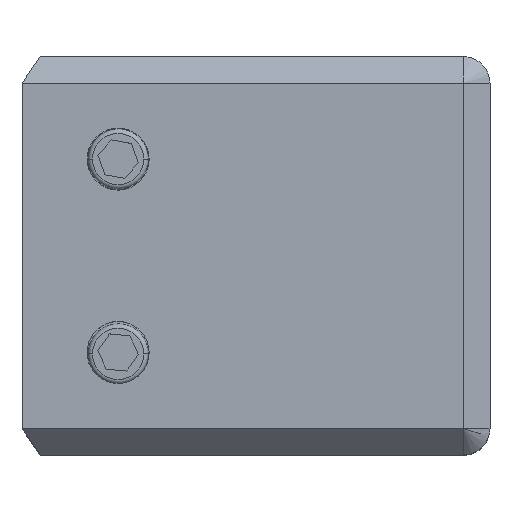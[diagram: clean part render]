
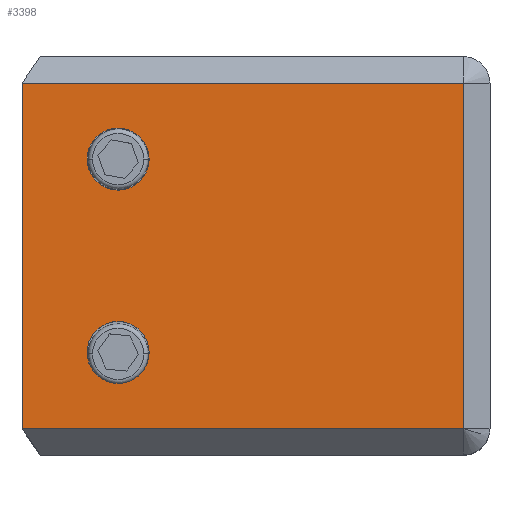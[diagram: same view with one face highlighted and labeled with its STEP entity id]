
A CAD part, top view. The second image highlights one B-rep face of the part: STEP entity #3398.
In plain terms, the highlighted planar face has unit normal (0, 0, 1).
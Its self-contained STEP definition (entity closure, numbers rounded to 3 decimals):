
#35 = EDGE_CURVE ( 'NONE', #3196, #2528, #3362, .T. ) ;
#134 = ORIENTED_EDGE ( 'NONE', *, *, #2483, .T. ) ;
#175 = LINE ( 'NONE', #772, #2263 ) ;
#181 = VERTEX_POINT ( 'NONE', #3508 ) ;
#216 = AXIS2_PLACEMENT_3D ( 'NONE', #1659, #2236, #2787 ) ;
#225 = LINE ( 'NONE', #1005, #2993 ) ;
#289 = EDGE_CURVE ( 'NONE', #1457, #1447, #3103, .T. ) ;
#335 = ORIENTED_EDGE ( 'NONE', *, *, #3318, .T. ) ;
#526 = CARTESIAN_POINT ( 'NONE',  ( -42., -10.919, 13.5 ) ) ;
#538 = PLANE ( 'NONE',  #216 ) ;
#574 = CARTESIAN_POINT ( 'NONE',  ( -3., -19.5, 13.5 ) ) ;
#617 = VERTEX_POINT ( 'NONE', #574 ) ;
#624 = CARTESIAN_POINT ( 'NONE',  ( -52.854, 19.5, 13.5 ) ) ;
#753 = ORIENTED_EDGE ( 'NONE', *, *, #35, .F. ) ;
#766 = DIRECTION ( 'NONE',  ( 0., 1., 0. ) ) ;
#772 = CARTESIAN_POINT ( 'NONE',  ( -52.854, 19.5, 13.5 ) ) ;
#779 = DIRECTION ( 'NONE',  ( 1., 0., 0. ) ) ;
#988 = DIRECTION ( 'NONE',  ( 0., 0., 1. ) ) ;
#1005 = CARTESIAN_POINT ( 'NONE',  ( -3., 19.5, 13.5 ) ) ;
#1063 = VERTEX_POINT ( 'NONE', #1918 ) ;
#1089 = VECTOR ( 'NONE', #766, 1000. ) ;
#1093 = CARTESIAN_POINT ( 'NONE',  ( -42., -10.919, 13.5 ) ) ;
#1112 = FACE_OUTER_BOUND ( 'NONE', #2301, .T. ) ;
#1143 = DIRECTION ( 'NONE',  ( 1., 0., 0. ) ) ;
#1147 = CARTESIAN_POINT ( 'NONE',  ( -38.5, 10.919, 13.5 ) ) ;
#1177 = ORIENTED_EDGE ( 'NONE', *, *, #3621, .F. ) ;
#1310 = DIRECTION ( 'NONE',  ( -1., 0., 0. ) ) ;
#1374 = ORIENTED_EDGE ( 'NONE', *, *, #3011, .F. ) ;
#1378 = CIRCLE ( 'NONE', #2194, 3.5 ) ;
#1381 = AXIS2_PLACEMENT_3D ( 'NONE', #526, #2437, #3643 ) ;
#1440 = EDGE_CURVE ( 'NONE', #181, #1063, #1378, .T. ) ;
#1447 = VERTEX_POINT ( 'NONE', #2766 ) ;
#1455 = CARTESIAN_POINT ( 'NONE',  ( -52.854, -19.5, 13.5 ) ) ;
#1457 = VERTEX_POINT ( 'NONE', #1147 ) ;
#1606 = DIRECTION ( 'NONE',  ( 0., 0., 1. ) ) ;
#1643 = FACE_BOUND ( 'NONE', #2683, .T. ) ;
#1659 = CARTESIAN_POINT ( 'NONE',  ( 0., 0., 13.5 ) ) ;
#1726 = CIRCLE ( 'NONE', #1381, 3.5 ) ;
#1918 = CARTESIAN_POINT ( 'NONE',  ( -38.5, -10.919, 13.5 ) ) ;
#1937 = FACE_BOUND ( 'NONE', #2326, .T. ) ;
#1969 = CIRCLE ( 'NONE', #3400, 3.5 ) ;
#2082 = VECTOR ( 'NONE', #1143, 1000. ) ;
#2109 = ORIENTED_EDGE ( 'NONE', *, *, #3264, .T. ) ;
#2166 = CARTESIAN_POINT ( 'NONE',  ( -52.854, -39., 13.5 ) ) ;
#2189 = VERTEX_POINT ( 'NONE', #3238 ) ;
#2194 = AXIS2_PLACEMENT_3D ( 'NONE', #1093, #3609, #2214 ) ;
#2213 = CARTESIAN_POINT ( 'NONE',  ( -42., 10.919, 13.5 ) ) ;
#2214 = DIRECTION ( 'NONE',  ( 1., 0., 0. ) ) ;
#2236 = DIRECTION ( 'NONE',  ( 0., 0., 1. ) ) ;
#2263 = VECTOR ( 'NONE', #1310, 1000. ) ;
#2301 = EDGE_LOOP ( 'NONE', ( #753, #134, #335, #2109 ) ) ;
#2307 = CARTESIAN_POINT ( 'NONE',  ( -3., -19.5, 13.5 ) ) ;
#2326 = EDGE_LOOP ( 'NONE', ( #1374, #2804 ) ) ;
#2437 = DIRECTION ( 'NONE',  ( 0., 0., 1. ) ) ;
#2483 = EDGE_CURVE ( 'NONE', #3196, #617, #3372, .T. ) ;
#2528 = VERTEX_POINT ( 'NONE', #624 ) ;
#2683 = EDGE_LOOP ( 'NONE', ( #2736, #1177 ) ) ;
#2736 = ORIENTED_EDGE ( 'NONE', *, *, #289, .F. ) ;
#2766 = CARTESIAN_POINT ( 'NONE',  ( -45.5, 10.919, 13.5 ) ) ;
#2787 = DIRECTION ( 'NONE',  ( 1., 0., 0. ) ) ;
#2804 = ORIENTED_EDGE ( 'NONE', *, *, #1440, .F. ) ;
#2993 = VECTOR ( 'NONE', #3189, 1000. ) ;
#2995 = AXIS2_PLACEMENT_3D ( 'NONE', #2213, #988, #3532 ) ;
#3011 = EDGE_CURVE ( 'NONE', #1063, #181, #1726, .T. ) ;
#3103 = CIRCLE ( 'NONE', #2995, 3.5 ) ;
#3189 = DIRECTION ( 'NONE',  ( 0., 1., 0. ) ) ;
#3196 = VERTEX_POINT ( 'NONE', #1455 ) ;
#3238 = CARTESIAN_POINT ( 'NONE',  ( -3., 19.5, 13.5 ) ) ;
#3264 = EDGE_CURVE ( 'NONE', #2189, #2528, #175, .T. ) ;
#3318 = EDGE_CURVE ( 'NONE', #617, #2189, #225, .T. ) ;
#3362 = LINE ( 'NONE', #2166, #1089 ) ;
#3372 = LINE ( 'NONE', #2307, #2082 ) ;
#3398 = ADVANCED_FACE ( 'NONE', ( #1643, #1937, #1112 ), #538, .T. ) ;
#3400 = AXIS2_PLACEMENT_3D ( 'NONE', #3632, #1606, #779 ) ;
#3508 = CARTESIAN_POINT ( 'NONE',  ( -45.5, -10.919, 13.5 ) ) ;
#3532 = DIRECTION ( 'NONE',  ( 1., 0., 0. ) ) ;
#3609 = DIRECTION ( 'NONE',  ( 0., 0., 1. ) ) ;
#3621 = EDGE_CURVE ( 'NONE', #1447, #1457, #1969, .T. ) ;
#3632 = CARTESIAN_POINT ( 'NONE',  ( -42., 10.919, 13.5 ) ) ;
#3643 = DIRECTION ( 'NONE',  ( 1., 0., 0. ) ) ;
